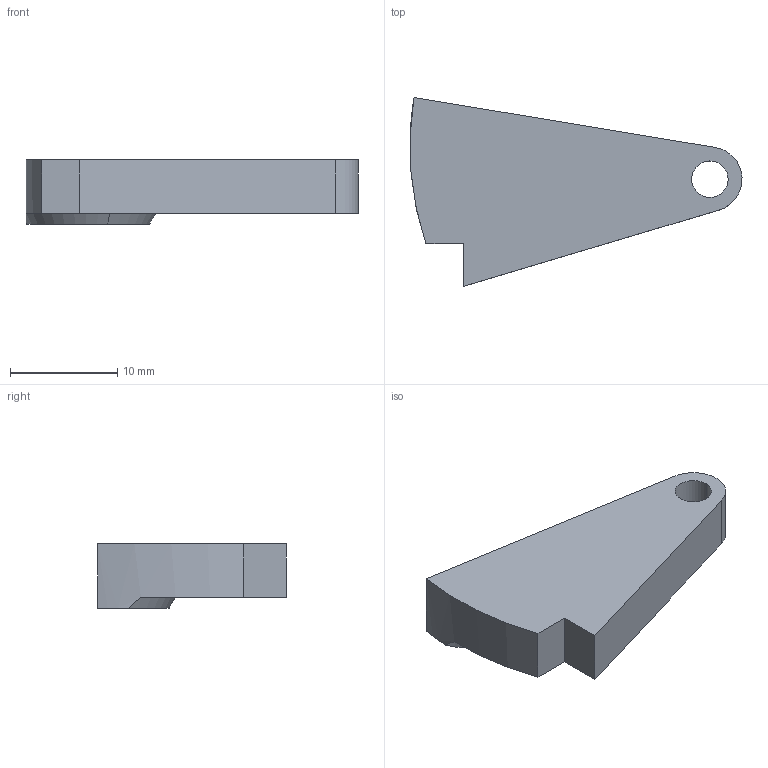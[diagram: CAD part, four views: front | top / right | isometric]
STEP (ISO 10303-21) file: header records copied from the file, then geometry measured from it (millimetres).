
FILE_DESCRIPTION(('CATIA V5 STEP Exchange'),'2;1');
FILE_NAME('armv3STEP.stp','2018-11-09T08:08:17+00:00',('none'),('none'),'CATIA Version 5 Release 21 GA (IN-10)','CATIA V5 STEP AP203','none');
FILE_SCHEMA(('CONFIG_CONTROL_DESIGN'));
Length unit declared in the file: millimetre
Products named in the file (1): arm
Bounding box: 30.99 x 17.62 x 6 mm (x, y, z)
Volume: 1652.9 mm3; surface area: 1144.3 mm2
Topology: 1 solids, 1 shells, 15 faces, 39 edges, 26 vertices
Faces by surface type: plane 7, cylinder 4, cone 4
Entity records: 534 total; most frequent: CARTESIAN_POINT 133, ORIENTED_EDGE 78, DIRECTION 61, EDGE_CURVE 39, AXIS2_PLACEMENT_3D 29, VERTEX_POINT 26, VECTOR 20, LINE 20
